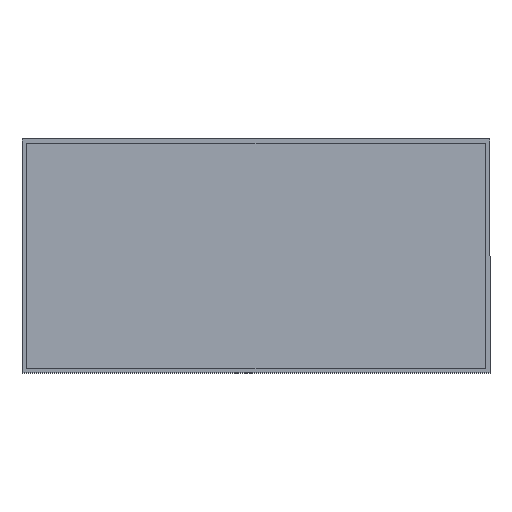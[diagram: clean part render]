
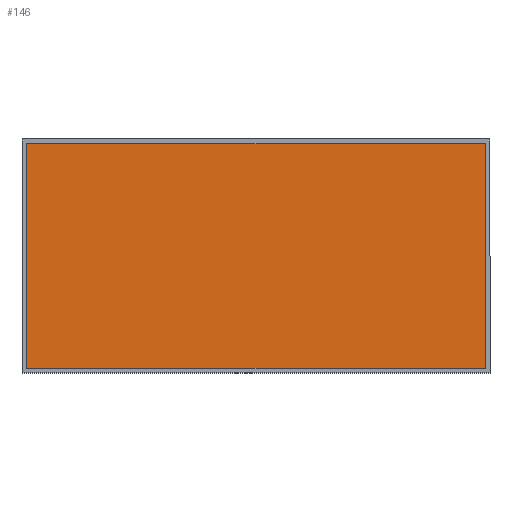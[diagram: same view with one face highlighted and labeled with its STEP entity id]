
A CAD part, top view. The second image highlights one B-rep face of the part: STEP entity #146.
In plain terms, the highlighted planar face has unit normal (0, 0, 1).
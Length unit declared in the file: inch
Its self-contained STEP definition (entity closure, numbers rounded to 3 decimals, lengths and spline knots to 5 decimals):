
#44 = VECTOR ( 'NONE', #135, 39.37008 ) ;
#50 = CARTESIAN_POINT ( 'NONE',  ( -237.5, -2.5, 5.5 ) ) ;
#105 = CARTESIAN_POINT ( 'NONE',  ( -237.5, -2.5, 5.5 ) ) ;
#112 = DIRECTION ( 'NONE',  ( -1., 0., 0. ) ) ;
#126 = VECTOR ( 'NONE', #523, 39.37008 ) ;
#135 = DIRECTION ( 'NONE',  ( 0., 1., 0. ) ) ;
#146 = ADVANCED_FACE ( 'NONE', ( #767 ), #231, .T. ) ;
#159 = VERTEX_POINT ( 'NONE', #348 ) ;
#168 = DIRECTION ( 'NONE',  ( 0., 0., 1. ) ) ;
#177 = EDGE_CURVE ( 'NONE', #420, #566, #288, .T. ) ;
#231 = PLANE ( 'NONE',  #358 ) ;
#244 = ORIENTED_EDGE ( 'NONE', *, *, #582, .T. ) ;
#258 = ORIENTED_EDGE ( 'NONE', *, *, #645, .T. ) ;
#276 = ORIENTED_EDGE ( 'NONE', *, *, #355, .T. ) ;
#283 = CARTESIAN_POINT ( 'NONE',  ( -237.5, -117.5, 5.5 ) ) ;
#288 = LINE ( 'NONE', #592, #487 ) ;
#306 = CARTESIAN_POINT ( 'NONE',  ( -2.5, -2.5, 5.5 ) ) ;
#319 = ORIENTED_EDGE ( 'NONE', *, *, #177, .T. ) ;
#345 = CARTESIAN_POINT ( 'NONE',  ( 0., 0., 5.5 ) ) ;
#348 = CARTESIAN_POINT ( 'NONE',  ( -2.5, -2.5, 5.5 ) ) ;
#355 = EDGE_CURVE ( 'NONE', #566, #159, #422, .T. ) ;
#358 = AXIS2_PLACEMENT_3D ( 'NONE', #345, #168, #704 ) ;
#420 = VERTEX_POINT ( 'NONE', #283 ) ;
#422 = LINE ( 'NONE', #306, #44 ) ;
#476 = CARTESIAN_POINT ( 'NONE',  ( -2.5, -117.5, 5.5 ) ) ;
#487 = VECTOR ( 'NONE', #527, 39.37008 ) ;
#502 = VECTOR ( 'NONE', #112, 39.37008 ) ;
#512 = EDGE_LOOP ( 'NONE', ( #258, #319, #276, #244 ) ) ;
#523 = DIRECTION ( 'NONE',  ( 0., -1., 0. ) ) ;
#527 = DIRECTION ( 'NONE',  ( 1., 0., 0. ) ) ;
#537 = LINE ( 'NONE', #105, #126 ) ;
#556 = VERTEX_POINT ( 'NONE', #50 ) ;
#566 = VERTEX_POINT ( 'NONE', #476 ) ;
#582 = EDGE_CURVE ( 'NONE', #159, #556, #644, .T. ) ;
#592 = CARTESIAN_POINT ( 'NONE',  ( -237.5, -117.5, 5.5 ) ) ;
#594 = CARTESIAN_POINT ( 'NONE',  ( -237.5, -2.5, 5.5 ) ) ;
#644 = LINE ( 'NONE', #594, #502 ) ;
#645 = EDGE_CURVE ( 'NONE', #556, #420, #537, .T. ) ;
#704 = DIRECTION ( 'NONE',  ( 1., 0., 0. ) ) ;
#767 = FACE_OUTER_BOUND ( 'NONE', #512, .T. ) ;
